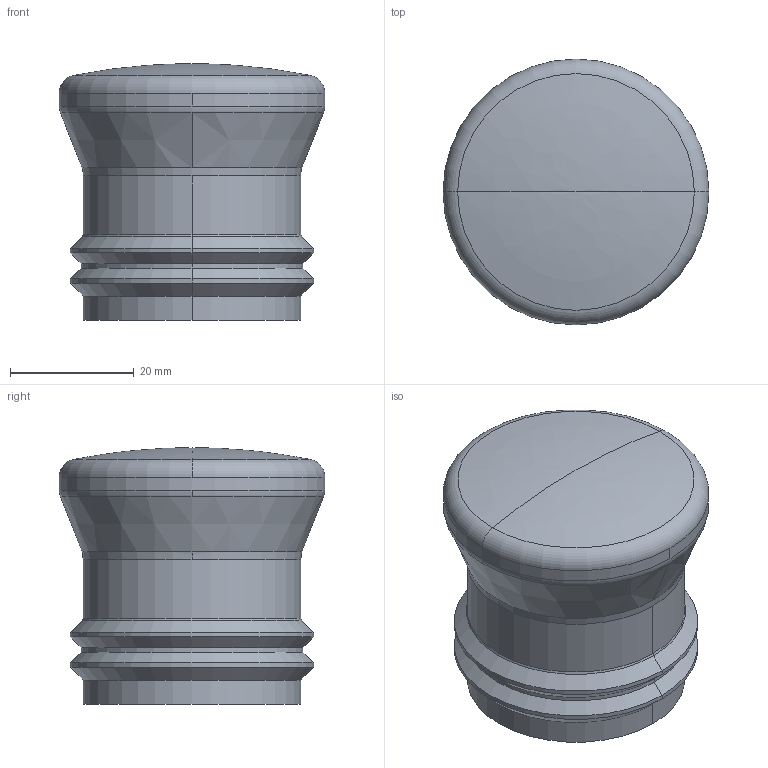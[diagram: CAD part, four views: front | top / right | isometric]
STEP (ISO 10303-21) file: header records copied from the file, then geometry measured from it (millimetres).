
FILE_DESCRIPTION((''),'2;1');
FILE_NAME('3d_LPXAU167.stp','2012-10-03T09:49:36',(''),(''),'Mechanical Desktop 2011','Mechanical Desktop 2011',', , ');
FILE_SCHEMA(('CONFIG_CONTROL_DESIGN'));
Length unit declared in the file: millimetre
Products named in the file (1): Product
Bounding box: 43 x 43 x 41.5 mm (x, y, z)
Volume: 45675.7 mm3; surface area: 7437.2 mm2
Topology: 1 solids, 1 shells, 33 faces, 77 edges, 44 vertices
Faces by surface type: cylinder 12, cone 12, bspline 4, torus 4, plane 1
Entity records: 1155 total; most frequent: CARTESIAN_POINT 293, DIRECTION 186, ORIENTED_EDGE 150, AXIS2_PLACEMENT_3D 81, EDGE_CURVE 75, CIRCLE 51, VERTEX_POINT 44, EDGE_LOOP 33
